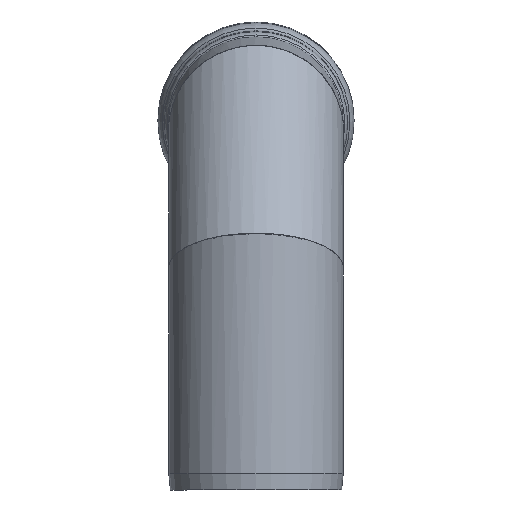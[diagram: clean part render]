
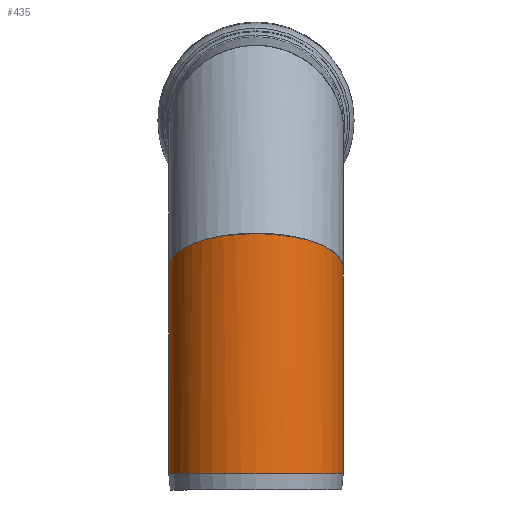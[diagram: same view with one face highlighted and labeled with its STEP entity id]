
A CAD part, left-side view. The second image highlights one B-rep face of the part: STEP entity #435.
In plain terms, the highlighted cylindrical face has radius 795 mm (diameter 1590 mm), a full revolution.
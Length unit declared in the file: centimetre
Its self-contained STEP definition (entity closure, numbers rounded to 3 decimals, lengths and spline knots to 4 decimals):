
#31=ELLIPSE('',#562,85.5934,79.5);
#49=CYLINDRICAL_SURFACE('',#561,79.5);
#76=FACE_OUTER_BOUND('',#107,.T.);
#107=EDGE_LOOP('',(#380,#381,#382,#383));
#157=CIRCLE('',#556,79.5);
#192=VERTEX_POINT('',#865);
#195=VERTEX_POINT('',#877);
#253=EDGE_CURVE('',#192,#192,#157,.T.);
#258=EDGE_CURVE('',#192,#195,#467,.T.);
#259=EDGE_CURVE('',#195,#195,#31,.T.);
#380=ORIENTED_EDGE('',*,*,#253,.F.);
#381=ORIENTED_EDGE('',*,*,#258,.T.);
#382=ORIENTED_EDGE('',*,*,#259,.F.);
#383=ORIENTED_EDGE('',*,*,#258,.F.);
#435=ADVANCED_FACE('',(#76),#49,.T.);
#467=LINE('',#878,#486);
#486=VECTOR('',#727,79.5);
#556=AXIS2_PLACEMENT_3D('',#867,#713,#714);
#561=AXIS2_PLACEMENT_3D('',#876,#725,#726);
#562=AXIS2_PLACEMENT_3D('',#879,#728,#729);
#713=DIRECTION('center_axis',(0.,0.,-1.));
#714=DIRECTION('ref_axis',(1.,0.,0.));
#725=DIRECTION('center_axis',(0.,0.,-1.));
#726=DIRECTION('ref_axis',(0.,1.,0.));
#727=DIRECTION('',(0.,0.,1.));
#728=DIRECTION('center_axis',(0.371,0.,0.929));
#729=DIRECTION('ref_axis',(0.929,0.,-0.371));
#865=CARTESIAN_POINT('',(0.,-79.5,15.));
#867=CARTESIAN_POINT('Origin',(0.,0.,15.));
#876=CARTESIAN_POINT('Origin',(0.,0.,29.9114));
#877=CARTESIAN_POINT('',(0.,-79.5,202.1989));
#878=CARTESIAN_POINT('',(0.,-79.5,29.9114));
#879=CARTESIAN_POINT('Origin',(0.,0.,202.1989));
